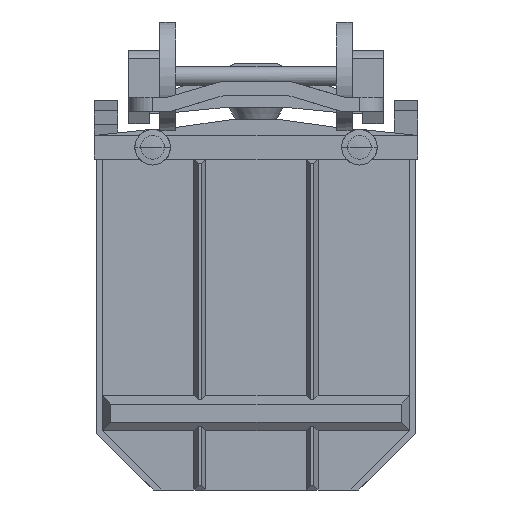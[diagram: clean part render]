
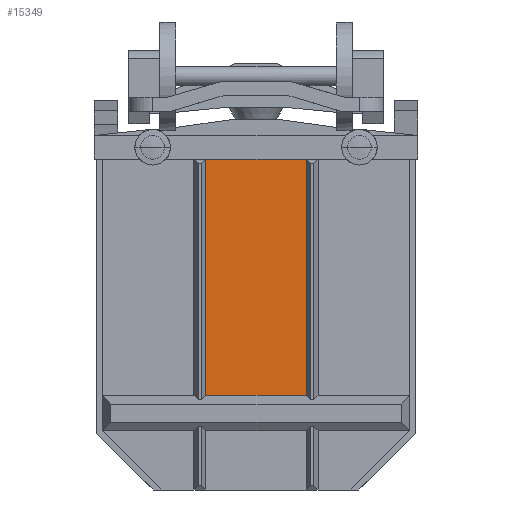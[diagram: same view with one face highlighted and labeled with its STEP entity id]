
A CAD part, left-side view. The second image highlights one B-rep face of the part: STEP entity #15349.
In plain terms, the highlighted planar face has unit normal (-1, 0, 0).
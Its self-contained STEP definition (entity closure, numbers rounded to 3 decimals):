
#2743 = CARTESIAN_POINT ( 'NONE',  ( -15250., -425., -1826.667 ) ) ;
#2797 = CARTESIAN_POINT ( 'NONE',  ( -15250., -425., -3160. ) ) ;
#2825 = EDGE_CURVE ( 'NONE', #3594, #25685, #20953, .T. ) ;
#3594 = VERTEX_POINT ( 'NONE', #23798 ) ;
#4447 = ORIENTED_EDGE ( 'NONE', *, *, #28383, .F. ) ;
#5910 = CARTESIAN_POINT ( 'NONE',  ( -15250., -425., -3160. ) ) ;
#6497 = CARTESIAN_POINT ( 'NONE',  ( -15250., 425., -1826.667 ) ) ;
#6736 = CARTESIAN_POINT ( 'NONE',  ( -15250., 425., -1160. ) ) ;
#6807 = FACE_OUTER_BOUND ( 'NONE', #34366, .T. ) ;
#8954 = CARTESIAN_POINT ( 'NONE',  ( -15250., -425., -1160. ) ) ;
#9199 = CARTESIAN_POINT ( 'NONE',  ( -15250., 425., -3160. ) ) ;
#11355 = CARTESIAN_POINT ( 'NONE',  ( -15250., -141.667, -3160. ) ) ;
#11578 = CARTESIAN_POINT ( 'NONE',  ( -15250., 425., -1160. ) ) ;
#12078 = B_SPLINE_CURVE_WITH_KNOTS ( 'NONE', 3,
 ( #8954, #2743, #31647, #17817 ),
 .UNSPECIFIED., .F., .F.,
 ( 4, 4 ),
 ( 0., 1. ),
 .UNSPECIFIED. ) ;
#12526 = AXIS2_PLACEMENT_3D ( 'NONE', #23988, #32523, #27189 ) ;
#12553 = CARTESIAN_POINT ( 'NONE',  ( -15250., -425., -1160. ) ) ;
#14430 = VERTEX_POINT ( 'NONE', #9199 ) ;
#15349 = ADVANCED_FACE ( 'NONE', ( #6807 ), #30245, .F. ) ;
#15525 = B_SPLINE_CURVE_WITH_KNOTS ( 'NONE', 3,
 ( #5910, #11355, #34987, #26305 ),
 .UNSPECIFIED., .F., .F.,
 ( 4, 4 ),
 ( 0., 1. ),
 .UNSPECIFIED. ) ;
#17489 = ORIENTED_EDGE ( 'NONE', *, *, #29117, .F. ) ;
#17817 = CARTESIAN_POINT ( 'NONE',  ( -15250., -425., -3160. ) ) ;
#18348 = VERTEX_POINT ( 'NONE', #2797 ) ;
#19754 = B_SPLINE_CURVE_WITH_KNOTS ( 'NONE', 3,
 ( #23693, #32211, #6497, #11578 ),
 .UNSPECIFIED., .F., .F.,
 ( 4, 4 ),
 ( 0., 1. ),
 .UNSPECIFIED. ) ;
#20953 = B_SPLINE_CURVE_WITH_KNOTS ( 'NONE', 3,
 ( #6736, #26931, #35994, #12553 ),
 .UNSPECIFIED., .F., .F.,
 ( 4, 4 ),
 ( 0., 1. ),
 .UNSPECIFIED. ) ;
#21421 = ORIENTED_EDGE ( 'NONE', *, *, #2825, .F. ) ;
#23693 = CARTESIAN_POINT ( 'NONE',  ( -15250., 425., -3160. ) ) ;
#23798 = CARTESIAN_POINT ( 'NONE',  ( -15250., 425., -1160. ) ) ;
#23988 = CARTESIAN_POINT ( 'NONE',  ( -15250., 0., 0. ) ) ;
#24771 = ORIENTED_EDGE ( 'NONE', *, *, #31576, .F. ) ;
#25685 = VERTEX_POINT ( 'NONE', #37066 ) ;
#26305 = CARTESIAN_POINT ( 'NONE',  ( -15250., 425., -3160. ) ) ;
#26931 = CARTESIAN_POINT ( 'NONE',  ( -15250., 141.667, -1160. ) ) ;
#27189 = DIRECTION ( 'NONE',  ( 0., 1., 0. ) ) ;
#28383 = EDGE_CURVE ( 'NONE', #25685, #18348, #12078, .T. ) ;
#29117 = EDGE_CURVE ( 'NONE', #14430, #3594, #19754, .T. ) ;
#30245 = PLANE ( 'NONE',  #12526 ) ;
#31576 = EDGE_CURVE ( 'NONE', #18348, #14430, #15525, .T. ) ;
#31647 = CARTESIAN_POINT ( 'NONE',  ( -15250., -425., -2493.333 ) ) ;
#32211 = CARTESIAN_POINT ( 'NONE',  ( -15250., 425., -2493.333 ) ) ;
#32523 = DIRECTION ( 'NONE',  ( 1., 0., 0. ) ) ;
#34366 = EDGE_LOOP ( 'NONE', ( #21421, #17489, #24771, #4447 ) ) ;
#34987 = CARTESIAN_POINT ( 'NONE',  ( -15250., 141.667, -3160. ) ) ;
#35994 = CARTESIAN_POINT ( 'NONE',  ( -15250., -141.667, -1160. ) ) ;
#37066 = CARTESIAN_POINT ( 'NONE',  ( -15250., -425., -1160. ) ) ;
